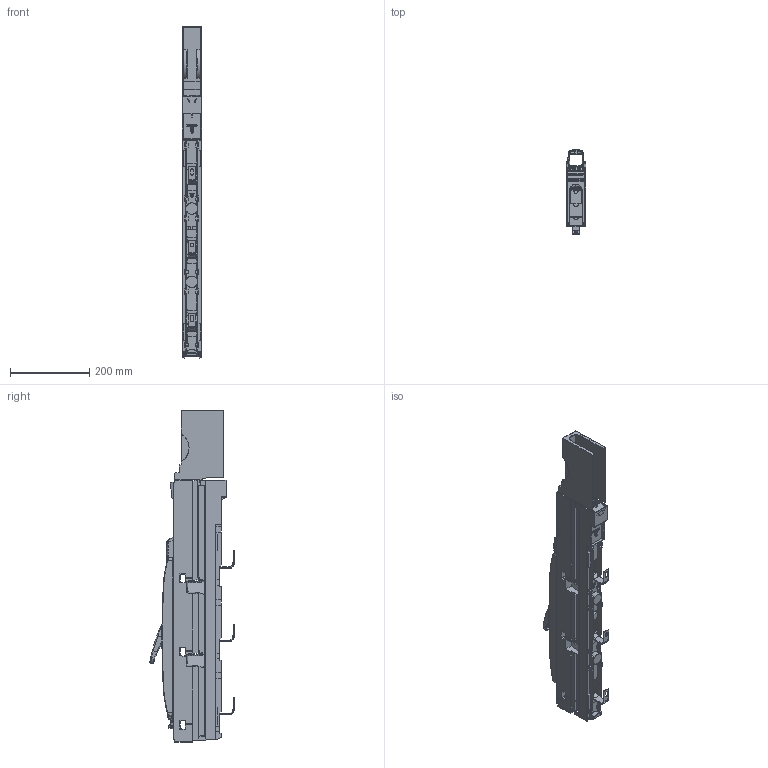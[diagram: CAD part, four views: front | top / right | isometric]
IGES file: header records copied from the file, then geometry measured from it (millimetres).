
Global section: file name: model1.igs; native system: NX V8.0; preprocessor: SIEMENS PLM Software NX 8.0; date: 20140313.160421; units: millimetre
Bounding box: 49.08 x 212.9 x 839.01 mm (x, y, z)
Surface area: 594474 mm2 (no closed solid volume)
Topology: 0 solids, 0 shells, 1595 faces, 13098 edges, 13081 vertices
Faces by surface type: bspline 1595
